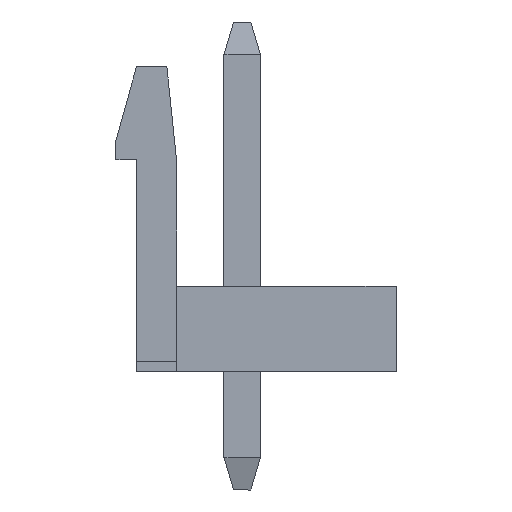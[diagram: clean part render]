
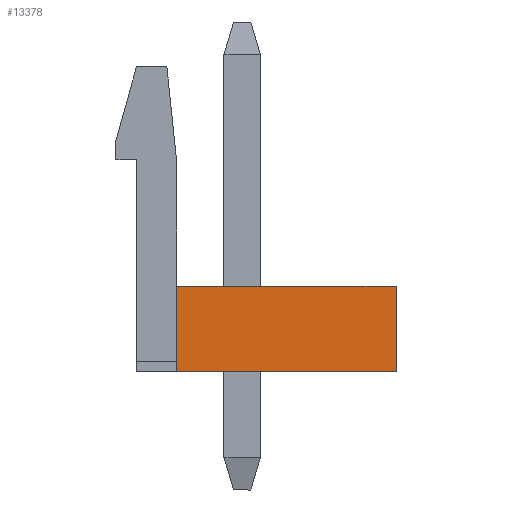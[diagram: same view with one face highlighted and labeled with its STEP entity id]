
A CAD part, left-side view. The second image highlights one B-rep face of the part: STEP entity #13378.
In plain terms, the highlighted planar face has unit normal (-1, 0, 0).
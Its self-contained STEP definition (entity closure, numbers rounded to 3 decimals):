
#501 = DIRECTION ( 'NONE',  ( 1., 0., 0. ) ) ;
#653 = CARTESIAN_POINT ( 'NONE',  ( -15.84, 1.53, -0.94 ) ) ;
#843 = DIRECTION ( 'NONE',  ( 0., -1., 0. ) ) ;
#891 = CARTESIAN_POINT ( 'NONE',  ( -15.84, 1.53, -3.6 ) ) ;
#921 = VERTEX_POINT ( 'NONE', #14059 ) ;
#2607 = CARTESIAN_POINT ( 'NONE',  ( -15.84, 1.53, -3.6 ) ) ;
#5320 = ORIENTED_EDGE ( 'NONE', *, *, #10840, .F. ) ;
#5518 = LINE ( 'NONE', #12324, #17322 ) ;
#5901 = DIRECTION ( 'NONE',  ( 0., 0., 1. ) ) ;
#6754 = EDGE_CURVE ( 'NONE', #8184, #18994, #5518, .T. ) ;
#6896 = ORIENTED_EDGE ( 'NONE', *, *, #16874, .F. ) ;
#7081 = DIRECTION ( 'NONE',  ( 0., 0., 1. ) ) ;
#7795 = DIRECTION ( 'NONE',  ( 0., 1., 0. ) ) ;
#8184 = VERTEX_POINT ( 'NONE', #16408 ) ;
#8450 = FACE_OUTER_BOUND ( 'NONE', #20371, .T. ) ;
#9256 = CARTESIAN_POINT ( 'NONE',  ( -15.84, 1.53, -3.6 ) ) ;
#9866 = VECTOR ( 'NONE', #7795, 1000. ) ;
#10673 = VECTOR ( 'NONE', #5901, 1000. ) ;
#10840 = EDGE_CURVE ( 'NONE', #921, #8184, #12942, .T. ) ;
#12324 = CARTESIAN_POINT ( 'NONE',  ( -15.84, 8.38, -3.6 ) ) ;
#12555 = DIRECTION ( 'NONE',  ( 0., -1., 0. ) ) ;
#12942 = LINE ( 'NONE', #9256, #9866 ) ;
#13060 = AXIS2_PLACEMENT_3D ( 'NONE', #2607, #501, #12555 ) ;
#13378 = ADVANCED_FACE ( 'NONE', ( #8450 ), #15280, .F. ) ;
#13726 = CARTESIAN_POINT ( 'NONE',  ( -15.84, 1.53, -0.94 ) ) ;
#14059 = CARTESIAN_POINT ( 'NONE',  ( -15.84, 1.53, -3.6 ) ) ;
#15280 = PLANE ( 'NONE',  #13060 ) ;
#16408 = CARTESIAN_POINT ( 'NONE',  ( -15.84, 8.38, -3.6 ) ) ;
#16874 = EDGE_CURVE ( 'NONE', #18994, #18558, #17950, .T. ) ;
#17322 = VECTOR ( 'NONE', #7081, 1000. ) ;
#17887 = LINE ( 'NONE', #891, #10673 ) ;
#17950 = LINE ( 'NONE', #13726, #19373 ) ;
#18293 = CARTESIAN_POINT ( 'NONE',  ( -15.84, 8.38, -0.94 ) ) ;
#18522 = ORIENTED_EDGE ( 'NONE', *, *, #6754, .F. ) ;
#18558 = VERTEX_POINT ( 'NONE', #653 ) ;
#18994 = VERTEX_POINT ( 'NONE', #18293 ) ;
#19373 = VECTOR ( 'NONE', #843, 1000. ) ;
#19601 = EDGE_CURVE ( 'NONE', #921, #18558, #17887, .T. ) ;
#20371 = EDGE_LOOP ( 'NONE', ( #6896, #18522, #5320, #20628 ) ) ;
#20628 = ORIENTED_EDGE ( 'NONE', *, *, #19601, .T. ) ;
